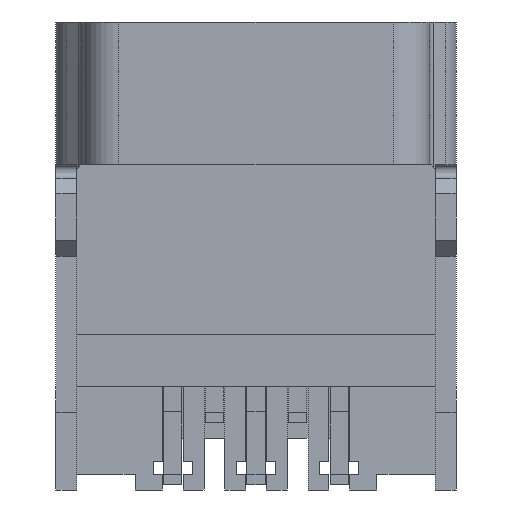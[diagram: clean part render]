
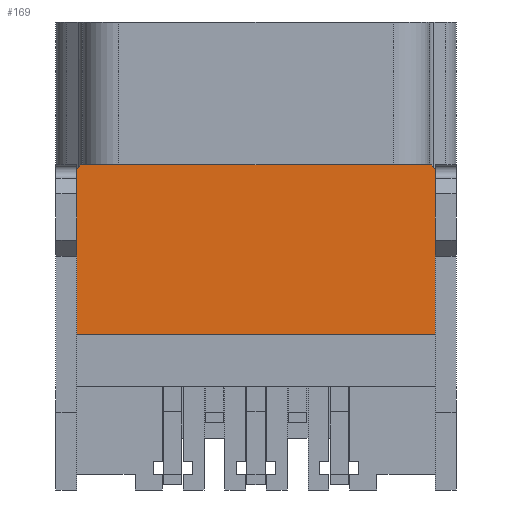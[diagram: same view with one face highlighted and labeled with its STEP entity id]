
A CAD part, front view. The second image highlights one B-rep face of the part: STEP entity #169.
In plain terms, the highlighted planar face has unit normal (0, -1, 0).
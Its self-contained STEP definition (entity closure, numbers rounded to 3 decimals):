
#169=ADVANCED_FACE('',(#715),#716,.T.);
#715=FACE_OUTER_BOUND('',#1584,.T.);
#716=PLANE('',#1585);
#1584=EDGE_LOOP('',(#3872,#3873,#3874,#3875,#3876,#3877,#3878,#3879,#3880,#3881));
#1585=AXIS2_PLACEMENT_3D('',#3882,#3883,#3884);
#3872=ORIENTED_EDGE('',*,*,#7020,.F.);
#3873=ORIENTED_EDGE('',*,*,#7021,.F.);
#3874=ORIENTED_EDGE('',*,*,#7022,.F.);
#3875=ORIENTED_EDGE('',*,*,#7023,.T.);
#3876=ORIENTED_EDGE('',*,*,#7024,.T.);
#3877=ORIENTED_EDGE('',*,*,#7025,.T.);
#3878=ORIENTED_EDGE('',*,*,#7026,.T.);
#3879=ORIENTED_EDGE('',*,*,#7027,.T.);
#3880=ORIENTED_EDGE('',*,*,#7028,.F.);
#3881=ORIENTED_EDGE('',*,*,#7029,.F.);
#3882=CARTESIAN_POINT('',(3.85,-2.0,-2.75));
#3883=DIRECTION('',(0.0,-1.0,0.0));
#3884=DIRECTION('',(0.0,0.0,-1.0));
#7020=EDGE_CURVE('',#8265,#8759,#8760,.T.);
#7021=EDGE_CURVE('',#8761,#8265,#8762,.T.);
#7022=EDGE_CURVE('',#8763,#8761,#8764,.T.);
#7023=EDGE_CURVE('',#8763,#8765,#8766,.T.);
#7024=EDGE_CURVE('',#8765,#8767,#8768,.T.);
#7025=EDGE_CURVE('',#8767,#8255,#8769,.T.);
#7026=EDGE_CURVE('',#8255,#8770,#8771,.T.);
#7027=EDGE_CURVE('',#8770,#8772,#8773,.T.);
#7028=EDGE_CURVE('',#8774,#8772,#8775,.T.);
#7029=EDGE_CURVE('',#8759,#8774,#8776,.T.);
#8255=VERTEX_POINT('',#10499);
#8265=VERTEX_POINT('',#10515);
#8759=VERTEX_POINT('',#11287);
#8760=LINE('',#11288,#11289);
#8761=VERTEX_POINT('',#11290);
#8762=LINE('',#11291,#11292);
#8763=VERTEX_POINT('',#11293);
#8764=LINE('',#11294,#11295);
#8765=VERTEX_POINT('',#11296);
#8766=LINE('',#11297,#11298);
#8767=VERTEX_POINT('',#11299);
#8768=LINE('',#11300,#11301);
#8769=LINE('',#11302,#11303);
#8770=VERTEX_POINT('',#11304);
#8771=LINE('',#11305,#11306);
#8772=VERTEX_POINT('',#11307);
#8773=LINE('',#11308,#11309);
#8774=VERTEX_POINT('',#11310);
#8775=LINE('',#11311,#11312);
#8776=LINE('',#11313,#11314);
#10499=CARTESIAN_POINT('',(-3.45,-2.0,-3.0));
#10515=CARTESIAN_POINT('',(3.45,-2.0,-3.0));
#11287=CARTESIAN_POINT('',(3.45,-2.0,-4.5));
#11288=CARTESIAN_POINT('',(3.45,-2.0,-3.0));
#11289=VECTOR('',#13590,1.5);
#11290=CARTESIAN_POINT('',(3.45,-2.0,-2.83));
#11291=CARTESIAN_POINT('',(3.45,-2.0,-2.83));
#11292=VECTOR('',#13591,0.17);
#11293=CARTESIAN_POINT('',(3.37,-2.0,-2.75));
#11294=CARTESIAN_POINT('',(3.37,-2.0,-2.75));
#11295=VECTOR('',#13592,0.113);
#11296=CARTESIAN_POINT('',(-3.37,-2.0,-2.75));
#11297=CARTESIAN_POINT('',(3.37,-2.0,-2.75));
#11298=VECTOR('',#13593,6.74);
#11299=CARTESIAN_POINT('',(-3.45,-2.0,-2.83));
#11300=CARTESIAN_POINT('',(-3.37,-2.0,-2.75));
#11301=VECTOR('',#13594,0.113);
#11302=CARTESIAN_POINT('',(-3.45,-2.0,-2.83));
#11303=VECTOR('',#13595,0.17);
#11304=CARTESIAN_POINT('',(-3.45,-2.0,-4.5));
#11305=CARTESIAN_POINT('',(-3.45,-2.0,-3.0));
#11306=VECTOR('',#13596,1.5);
#11307=CARTESIAN_POINT('',(-3.45,-2.0,-6.0));
#11308=CARTESIAN_POINT('',(-3.45,-2.0,-4.5));
#11309=VECTOR('',#13597,1.5);
#11310=CARTESIAN_POINT('',(3.45,-2.0,-6.0));
#11311=CARTESIAN_POINT('',(3.45,-2.0,-6.0));
#11312=VECTOR('',#13598,6.9);
#11313=CARTESIAN_POINT('',(3.45,-2.0,-4.5));
#11314=VECTOR('',#13599,1.5);
#13590=DIRECTION('',(0.0,0.0,-1.0));
#13591=DIRECTION('',(0.0,0.0,-1.0));
#13592=DIRECTION('',(0.707,0.0,-0.707));
#13593=DIRECTION('',(-1.0,0.0,0.0));
#13594=DIRECTION('',(-0.707,0.0,-0.707));
#13595=DIRECTION('',(0.0,0.0,-1.0));
#13596=DIRECTION('',(0.0,0.0,-1.0));
#13597=DIRECTION('',(0.0,0.0,-1.0));
#13598=DIRECTION('',(-1.0,0.0,0.0));
#13599=DIRECTION('',(0.0,0.0,-1.0));
